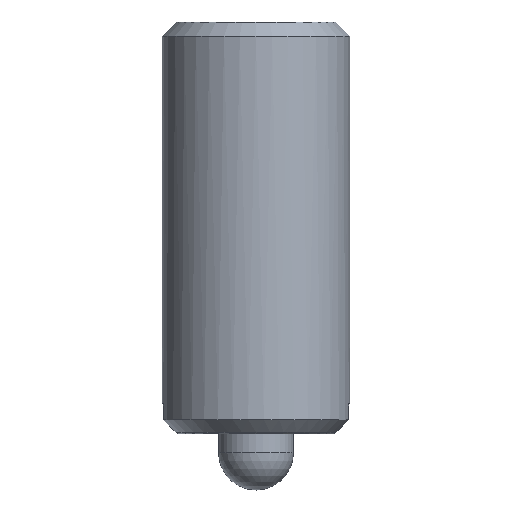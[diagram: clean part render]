
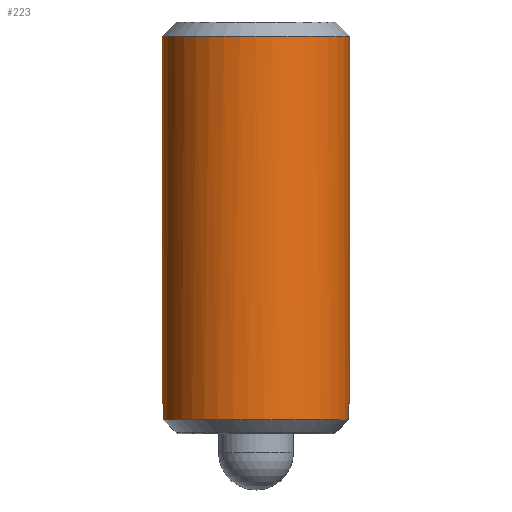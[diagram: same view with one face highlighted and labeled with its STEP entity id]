
A CAD part, front view. The second image highlights one B-rep face of the part: STEP entity #223.
In plain terms, the highlighted cylindrical face has radius 5 mm (diameter 10 mm), a partial arc.
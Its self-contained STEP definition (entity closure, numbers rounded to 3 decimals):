
#223=ADVANCED_FACE('',(#622),#623,.T.);
#325=VERTEX_POINT('',#753);
#331=VERTEX_POINT('',#759);
#333=EDGE_CURVE('',#325,#331,#761,.T.);
#341=VERTEX_POINT('',#769);
#343=EDGE_CURVE('',#341,#325,#771,.T.);
#345=VERTEX_POINT('',#773);
#347=EDGE_CURVE('',#341,#345,#775,.T.);
#349=VERTEX_POINT('',#777);
#351=EDGE_CURVE('',#345,#349,#779,.T.);
#353=VERTEX_POINT('',#781);
#355=EDGE_CURVE('',#349,#353,#783,.T.);
#357=VERTEX_POINT('',#785);
#359=EDGE_CURVE('',#353,#357,#787,.T.);
#361=VERTEX_POINT('',#789);
#363=EDGE_CURVE('',#357,#361,#791,.T.);
#365=EDGE_CURVE('',#331,#361,#793,.T.);
#622=FACE_OUTER_BOUND('',#1051,.T.);
#623=CYLINDRICAL_SURFACE('',#1052,5.);
#753=CARTESIAN_POINT('',(-5.,0.,24.25));
#759=CARTESIAN_POINT('',(5.,0.,24.25));
#761=CIRCLE('',#1239,5.);
#769=CARTESIAN_POINT('',(-5.,0.,4.6));
#771=LINE('',#1253,#1254);
#773=CARTESIAN_POINT('',(-4.943,-0.75,4.6));
#775=CIRCLE('',#1259,5.);
#777=CARTESIAN_POINT('',(-4.943,-0.75,3.75));
#779=LINE('',#1264,#1265);
#781=CARTESIAN_POINT('',(4.943,-0.75,3.75));
#783=CIRCLE('',#1270,5.);
#785=CARTESIAN_POINT('',(4.943,-0.75,4.6));
#787=LINE('',#1275,#1276);
#789=CARTESIAN_POINT('',(5.,0.,4.6));
#791=CIRCLE('',#1281,5.);
#793=LINE('',#1284,#1285);
#1051=EDGE_LOOP('',(#1749,#1750,#1751,#1752,#1753,#1754,#1755,#1756));
#1052=AXIS2_PLACEMENT_3D('',#1757,#1758,#1759);
#1239=AXIS2_PLACEMENT_3D('',#2010,#2011,#2012);
#1253=CARTESIAN_POINT('',(-5.,0.,14.));
#1254=VECTOR('',#2017,1.0);
#1259=AXIS2_PLACEMENT_3D('',#2018,#2019,#2020);
#1264=CARTESIAN_POINT('',(-4.943,-0.75,14.));
#1265=VECTOR('',#2021,1.0);
#1270=AXIS2_PLACEMENT_3D('',#2022,#2023,#2024);
#1275=CARTESIAN_POINT('',(4.943,-0.75,14.));
#1276=VECTOR('',#2025,1.0);
#1281=AXIS2_PLACEMENT_3D('',#2026,#2027,#2028);
#1284=CARTESIAN_POINT('',(5.,0.,14.));
#1285=VECTOR('',#2029,1.0);
#1749=ORIENTED_EDGE('',*,*,#343,.F.);
#1750=ORIENTED_EDGE('',*,*,#347,.T.);
#1751=ORIENTED_EDGE('',*,*,#351,.T.);
#1752=ORIENTED_EDGE('',*,*,#355,.T.);
#1753=ORIENTED_EDGE('',*,*,#359,.T.);
#1754=ORIENTED_EDGE('',*,*,#363,.T.);
#1755=ORIENTED_EDGE('',*,*,#365,.F.);
#1756=ORIENTED_EDGE('',*,*,#333,.F.);
#1757=CARTESIAN_POINT('',(0.,0.,14.));
#1758=DIRECTION('',(0.,0.,1.0));
#1759=DIRECTION('',(-1.0,0.,0.));
#2010=CARTESIAN_POINT('',(0.,0.,24.25));
#2011=DIRECTION('',(0.,0.,1.0));
#2012=DIRECTION('',(-1.0,0.,0.));
#2017=DIRECTION('',(0.,0.,1.0));
#2018=CARTESIAN_POINT('',(0.,0.,4.6));
#2019=DIRECTION('',(0.,0.,1.0));
#2020=DIRECTION('',(-1.0,0.,0.));
#2021=DIRECTION('',(0.,0.,-1.0));
#2022=CARTESIAN_POINT('',(0.,0.,3.75));
#2023=DIRECTION('',(0.,0.,1.0));
#2024=DIRECTION('',(-1.0,0.,0.));
#2025=DIRECTION('',(0.,0.,1.0));
#2026=CARTESIAN_POINT('',(0.,0.,4.6));
#2027=DIRECTION('',(0.,0.,1.0));
#2028=DIRECTION('',(-1.0,0.,0.));
#2029=DIRECTION('',(0.,0.,-1.0));
